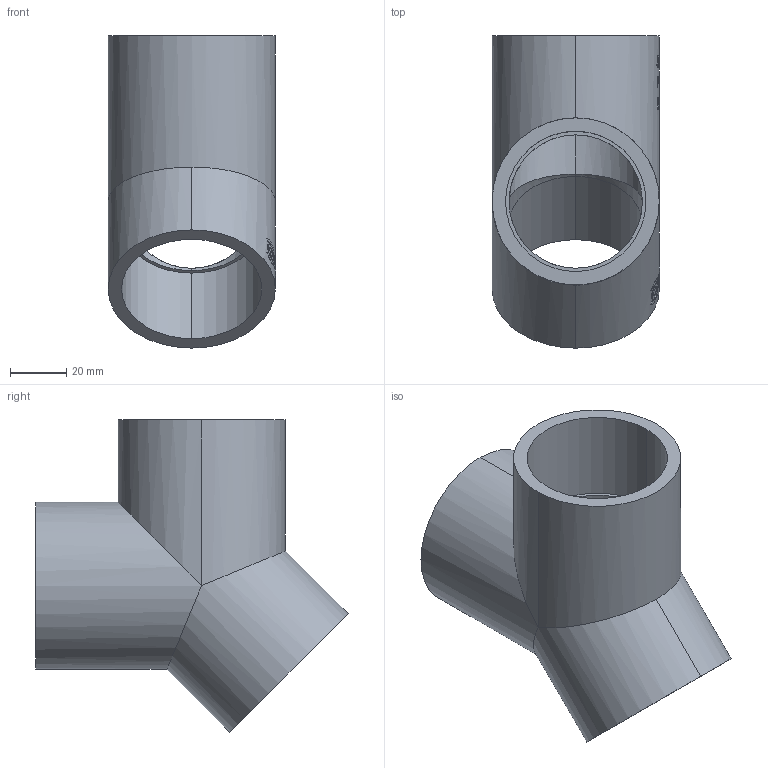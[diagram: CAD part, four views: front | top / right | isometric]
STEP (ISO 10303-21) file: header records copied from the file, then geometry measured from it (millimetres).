
FILE_DESCRIPTION (( 'STEP AP214' ), '1' );
FILE_NAME ('50.STEP', '2025-02-12T11:28:04', ( '' ), ( '' ), 'SwSTEP 2.0', 'SolidWorks 2023', '' );
FILE_SCHEMA (( 'AUTOMOTIVE_DESIGN' ));
Length unit declared in the file: millimetre
Products named in the file (1): 50
Bounding box: 59.7 x 111.15 x 111.15 mm (x, y, z)
Volume: 112915.6 mm3; surface area: 47733 mm2
Topology: 1 solids, 1 shells, 258 faces, 672 edges, 446 vertices
Faces by surface type: plane 111, bspline 97, cylinder 50
Entity records: 11593 total; most frequent: CARTESIAN_POINT 6082, ORIENTED_EDGE 1344, DIRECTION 800, EDGE_CURVE 672, VERTEX_POINT 446, EDGE_LOOP 292, LINE 280, VECTOR 280
